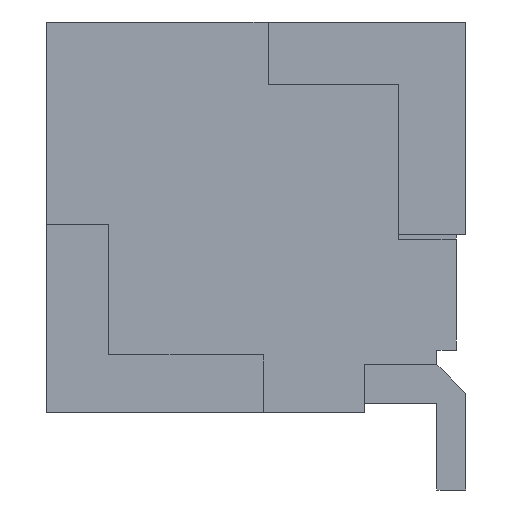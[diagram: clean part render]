
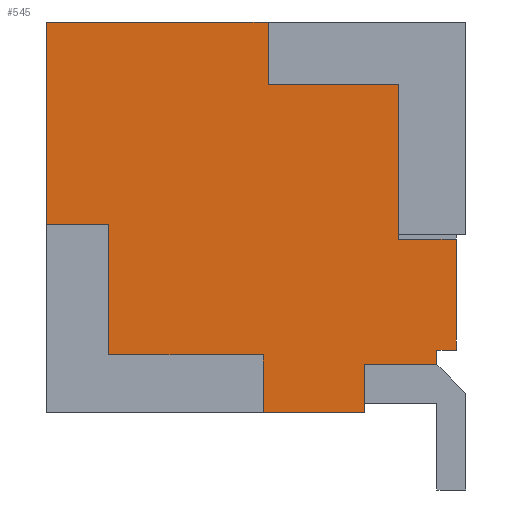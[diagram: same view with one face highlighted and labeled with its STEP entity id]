
A CAD part, left-side view. The second image highlights one B-rep face of the part: STEP entity #545.
In plain terms, the highlighted planar face has unit normal (-1, 0, 0).
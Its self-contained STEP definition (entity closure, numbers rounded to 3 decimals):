
#41 = DIRECTION ( 'NONE',  ( 0., -1., 0. ) ) ;
#72 = CARTESIAN_POINT ( 'NONE',  ( -10.75, 2., 4.05 ) ) ;
#74 = LINE ( 'NONE', #4416, #956 ) ;
#120 = ORIENTED_EDGE ( 'NONE', *, *, #3890, .T. ) ;
#143 = ORIENTED_EDGE ( 'NONE', *, *, #2916, .T. ) ;
#175 = VECTOR ( 'NONE', #1284, 1000. ) ;
#183 = ORIENTED_EDGE ( 'NONE', *, *, #4730, .F. ) ;
#235 = LINE ( 'NONE', #2869, #444 ) ;
#301 = CARTESIAN_POINT ( 'NONE',  ( -10.75, 0., 4.05 ) ) ;
#311 = CARTESIAN_POINT ( 'NONE',  ( -10.75, 4.25, 4.05 ) ) ;
#322 = DIRECTION ( 'NONE',  ( 0., 0., 1. ) ) ;
#361 = LINE ( 'NONE', #72, #175 ) ;
#384 = VERTEX_POINT ( 'NONE', #599 ) ;
#407 = ORIENTED_EDGE ( 'NONE', *, *, #2257, .F. ) ;
#444 = VECTOR ( 'NONE', #4781, 1000. ) ;
#499 = ORIENTED_EDGE ( 'NONE', *, *, #3980, .F. ) ;
#534 = VERTEX_POINT ( 'NONE', #1860 ) ;
#545 = ADVANCED_FACE ( 'NONE', ( #1674 ), #2993, .F. ) ;
#573 = ORIENTED_EDGE ( 'NONE', *, *, #3505, .T. ) ;
#574 = VERTEX_POINT ( 'NONE', #4075 ) ;
#599 = CARTESIAN_POINT ( 'NONE',  ( -10.75, 2., 0. ) ) ;
#614 = CARTESIAN_POINT ( 'NONE',  ( -10.75, 2., 0.6 ) ) ;
#671 = CARTESIAN_POINT ( 'NONE',  ( -10.75, 0.2, 0.65 ) ) ;
#675 = DIRECTION ( 'NONE',  ( 0., -1., 0. ) ) ;
#697 = DIRECTION ( 'NONE',  ( 0., 0., -1. ) ) ;
#735 = EDGE_CURVE ( 'NONE', #3591, #3484, #3621, .T. ) ;
#841 = EDGE_CURVE ( 'NONE', #1608, #3185, #4072, .T. ) ;
#904 = CARTESIAN_POINT ( 'NONE',  ( -10.75, 4.25, 4.05 ) ) ;
#908 = DIRECTION ( 'NONE',  ( 0., 1., 0. ) ) ;
#956 = VECTOR ( 'NONE', #322, 1000. ) ;
#960 = CARTESIAN_POINT ( 'NONE',  ( -10.75, 0.2, 0.5 ) ) ;
#1009 = DIRECTION ( 'NONE',  ( 0., 0., 1. ) ) ;
#1012 = VERTEX_POINT ( 'NONE', #4534 ) ;
#1069 = VECTOR ( 'NONE', #3636, 1000. ) ;
#1098 = VERTEX_POINT ( 'NONE', #1516 ) ;
#1101 = EDGE_LOOP ( 'NONE', ( #2865, #143, #4548, #3190, #4273, #3362, #499, #1522, #183, #2240, #4758, #407, #3833, #3447, #573, #120 ) ) ;
#1128 = CARTESIAN_POINT ( 'NONE',  ( -10.75, 3.6, 4.05 ) ) ;
#1152 = LINE ( 'NONE', #1625, #4463 ) ;
#1159 = CARTESIAN_POINT ( 'NONE',  ( -10.75, 0., 3.4 ) ) ;
#1284 = DIRECTION ( 'NONE',  ( 0., 0., 1. ) ) ;
#1301 = DIRECTION ( 'NONE',  ( 0., 1., 0. ) ) ;
#1328 = VECTOR ( 'NONE', #4152, 1000. ) ;
#1403 = CARTESIAN_POINT ( 'NONE',  ( -10.75, 0.6, 4.05 ) ) ;
#1419 = VERTEX_POINT ( 'NONE', #4118 ) ;
#1420 = VECTOR ( 'NONE', #41, 1000. ) ;
#1460 = DIRECTION ( 'NONE',  ( 1., 0., 0. ) ) ;
#1516 = CARTESIAN_POINT ( 'NONE',  ( -10.75, 0.95, 0. ) ) ;
#1522 = ORIENTED_EDGE ( 'NONE', *, *, #4757, .T. ) ;
#1538 = VECTOR ( 'NONE', #908, 1000. ) ;
#1547 = DIRECTION ( 'NONE',  ( 0., -1., 0. ) ) ;
#1608 = VERTEX_POINT ( 'NONE', #2306 ) ;
#1609 = CARTESIAN_POINT ( 'NONE',  ( -10.75, 0., 0.65 ) ) ;
#1625 = CARTESIAN_POINT ( 'NONE',  ( -10.75, 4.25, 1.95 ) ) ;
#1661 = DIRECTION ( 'NONE',  ( 0., 0., -1. ) ) ;
#1674 = FACE_OUTER_BOUND ( 'NONE', #1101, .T. ) ;
#1720 = VECTOR ( 'NONE', #1547, 1000. ) ;
#1761 = VECTOR ( 'NONE', #697, 1000. ) ;
#1800 = CARTESIAN_POINT ( 'NONE',  ( -10.75, 1.95, 3.4 ) ) ;
#1860 = CARTESIAN_POINT ( 'NONE',  ( -10.75, 4.25, 1.95 ) ) ;
#1961 = EDGE_CURVE ( 'NONE', #3484, #3688, #2803, .T. ) ;
#2011 = DIRECTION ( 'NONE',  ( 0., 1., 0. ) ) ;
#2176 = CARTESIAN_POINT ( 'NONE',  ( -10.75, 0.95, 0.5 ) ) ;
#2198 = VECTOR ( 'NONE', #4866, 1000. ) ;
#2218 = EDGE_CURVE ( 'NONE', #1098, #384, #3250, .T. ) ;
#2240 = ORIENTED_EDGE ( 'NONE', *, *, #2978, .F. ) ;
#2257 = EDGE_CURVE ( 'NONE', #384, #3872, #361, .T. ) ;
#2260 = LINE ( 'NONE', #301, #2488 ) ;
#2306 = CARTESIAN_POINT ( 'NONE',  ( -10.75, 0.2, 0.65 ) ) ;
#2377 = LINE ( 'NONE', #1403, #2198 ) ;
#2385 = VERTEX_POINT ( 'NONE', #960 ) ;
#2415 = CARTESIAN_POINT ( 'NONE',  ( -10.75, 0., 0. ) ) ;
#2488 = VECTOR ( 'NONE', #675, 1000. ) ;
#2507 = DIRECTION ( 'NONE',  ( 0., -1., 0. ) ) ;
#2521 = CARTESIAN_POINT ( 'NONE',  ( -10.75, 0., 1.8 ) ) ;
#2551 = CARTESIAN_POINT ( 'NONE',  ( -10.75, 0., 4.05 ) ) ;
#2751 = VERTEX_POINT ( 'NONE', #904 ) ;
#2786 = LINE ( 'NONE', #311, #1761 ) ;
#2803 = LINE ( 'NONE', #1159, #1420 ) ;
#2865 = ORIENTED_EDGE ( 'NONE', *, *, #841, .T. ) ;
#2869 = CARTESIAN_POINT ( 'NONE',  ( -10.75, 0.95, 0. ) ) ;
#2916 = EDGE_CURVE ( 'NONE', #3185, #3072, #4902, .T. ) ;
#2978 = EDGE_CURVE ( 'NONE', #3638, #1419, #2996, .T. ) ;
#2993 = PLANE ( 'NONE',  #3985 ) ;
#2996 = LINE ( 'NONE', #1128, #1328 ) ;
#3072 = VERTEX_POINT ( 'NONE', #4505 ) ;
#3171 = CARTESIAN_POINT ( 'NONE',  ( -10.75, 0.6, 3.4 ) ) ;
#3185 = VERTEX_POINT ( 'NONE', #1609 ) ;
#3187 = CARTESIAN_POINT ( 'NONE',  ( -10.75, 0., 0.6 ) ) ;
#3190 = ORIENTED_EDGE ( 'NONE', *, *, #3940, .F. ) ;
#3250 = LINE ( 'NONE', #2415, #4727 ) ;
#3308 = CARTESIAN_POINT ( 'NONE',  ( -10.75, 0., 4.05 ) ) ;
#3348 = EDGE_CURVE ( 'NONE', #574, #3072, #4565, .T. ) ;
#3362 = ORIENTED_EDGE ( 'NONE', *, *, #735, .F. ) ;
#3447 = ORIENTED_EDGE ( 'NONE', *, *, #3856, .T. ) ;
#3472 = CARTESIAN_POINT ( 'NONE',  ( -10.75, 1.95, 4.05 ) ) ;
#3484 = VERTEX_POINT ( 'NONE', #1800 ) ;
#3505 = EDGE_CURVE ( 'NONE', #1012, #2385, #4752, .T. ) ;
#3591 = VERTEX_POINT ( 'NONE', #3472 ) ;
#3621 = LINE ( 'NONE', #4747, #4393 ) ;
#3636 = DIRECTION ( 'NONE',  ( 0., -1., 0. ) ) ;
#3638 = VERTEX_POINT ( 'NONE', #4246 ) ;
#3688 = VERTEX_POINT ( 'NONE', #3171 ) ;
#3716 = EDGE_CURVE ( 'NONE', #3872, #3638, #4283, .T. ) ;
#3833 = ORIENTED_EDGE ( 'NONE', *, *, #2218, .F. ) ;
#3856 = EDGE_CURVE ( 'NONE', #1098, #1012, #235, .T. ) ;
#3872 = VERTEX_POINT ( 'NONE', #614 ) ;
#3890 = EDGE_CURVE ( 'NONE', #2385, #1608, #74, .T. ) ;
#3940 = EDGE_CURVE ( 'NONE', #3688, #574, #2377, .T. ) ;
#3980 = EDGE_CURVE ( 'NONE', #2751, #3591, #2260, .T. ) ;
#3985 = AXIS2_PLACEMENT_3D ( 'NONE', #2551, #1460, #4058 ) ;
#4058 = DIRECTION ( 'NONE',  ( 0., 0., -1. ) ) ;
#4072 = LINE ( 'NONE', #671, #1069 ) ;
#4075 = CARTESIAN_POINT ( 'NONE',  ( -10.75, 0.6, 1.8 ) ) ;
#4118 = CARTESIAN_POINT ( 'NONE',  ( -10.75, 3.6, 1.95 ) ) ;
#4152 = DIRECTION ( 'NONE',  ( 0., 0., 1. ) ) ;
#4246 = CARTESIAN_POINT ( 'NONE',  ( -10.75, 3.6, 0.6 ) ) ;
#4273 = ORIENTED_EDGE ( 'NONE', *, *, #1961, .F. ) ;
#4283 = LINE ( 'NONE', #3187, #1538 ) ;
#4393 = VECTOR ( 'NONE', #1661, 1000. ) ;
#4416 = CARTESIAN_POINT ( 'NONE',  ( -10.75, 0.2, 0.5 ) ) ;
#4435 = VECTOR ( 'NONE', #2507, 1000. ) ;
#4463 = VECTOR ( 'NONE', #2011, 1000. ) ;
#4485 = VECTOR ( 'NONE', #1009, 1000. ) ;
#4505 = CARTESIAN_POINT ( 'NONE',  ( -10.75, 0., 1.8 ) ) ;
#4534 = CARTESIAN_POINT ( 'NONE',  ( -10.75, 0.95, 0.5 ) ) ;
#4548 = ORIENTED_EDGE ( 'NONE', *, *, #3348, .F. ) ;
#4565 = LINE ( 'NONE', #2521, #4435 ) ;
#4727 = VECTOR ( 'NONE', #1301, 1000. ) ;
#4730 = EDGE_CURVE ( 'NONE', #1419, #534, #1152, .T. ) ;
#4747 = CARTESIAN_POINT ( 'NONE',  ( -10.75, 1.95, 4.05 ) ) ;
#4752 = LINE ( 'NONE', #2176, #1720 ) ;
#4757 = EDGE_CURVE ( 'NONE', #2751, #534, #2786, .T. ) ;
#4758 = ORIENTED_EDGE ( 'NONE', *, *, #3716, .F. ) ;
#4781 = DIRECTION ( 'NONE',  ( 0., 0., 1. ) ) ;
#4866 = DIRECTION ( 'NONE',  ( 0., 0., -1. ) ) ;
#4902 = LINE ( 'NONE', #3308, #4485 ) ;
